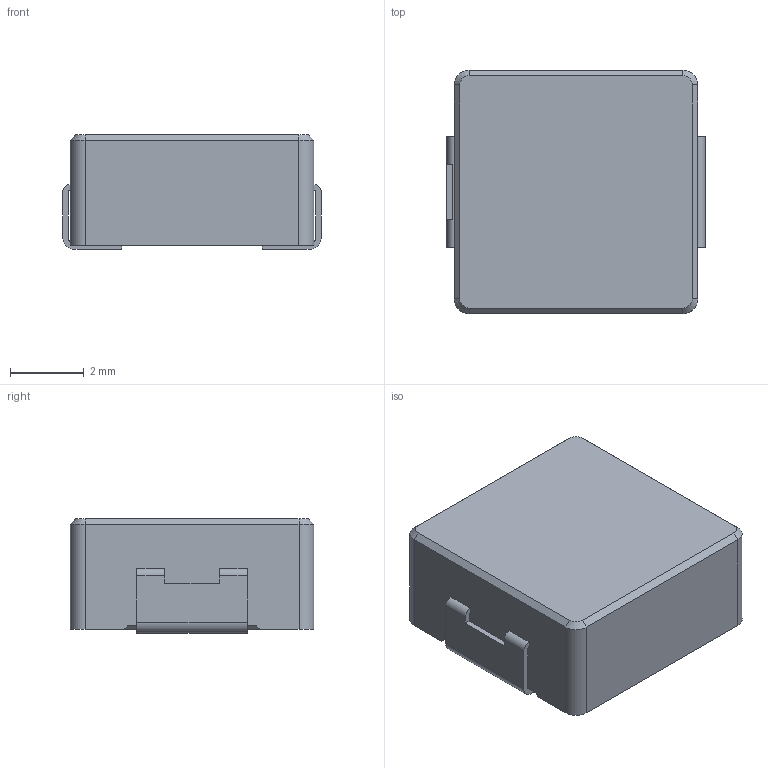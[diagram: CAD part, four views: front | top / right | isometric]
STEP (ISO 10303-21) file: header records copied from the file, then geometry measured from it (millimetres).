
FILE_DESCRIPTION (( 'STEP AP214' ), '1' );
FILE_NAME ('IND-SMD_L7.0-W6.6-H3.0.STEP', '2025-03-28T08:42:40', ( '' ), ( '' ), 'SwSTEP 2.0', 'SolidWorks 2021', '' );
FILE_SCHEMA (( 'AUTOMOTIVE_DESIGN' ));
Length unit declared in the file: millimetre
Products named in the file (1): IND-SMD_L7.0-W6.6-H3.0
Bounding box: 7 x 6.6 x 3.1 mm (x, y, z)
Volume: 131.2 mm3; surface area: 200.1 mm2
Topology: 1 solids, 1 shells, 277 faces, 757 edges, 502 vertices
Faces by surface type: plane 161, bspline 98, cylinder 14, cone 4
Entity records: 12296 total; most frequent: CARTESIAN_POINT 2843, ORIENTED_EDGE 1514, DIRECTION 949, EDGE_CURVE 757, LINE 525, VECTOR 525, VERTEX_POINT 502, EDGE_LOOP 299
